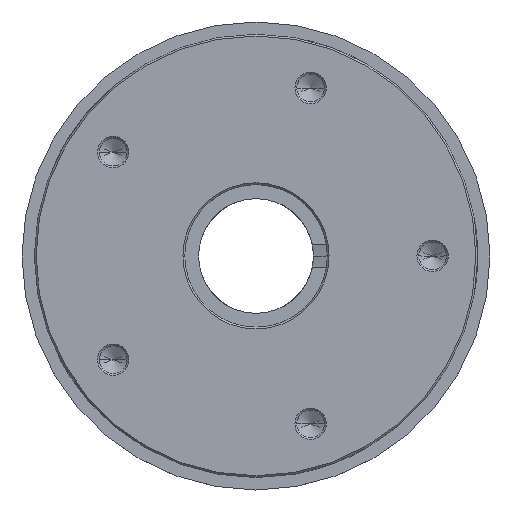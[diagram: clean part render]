
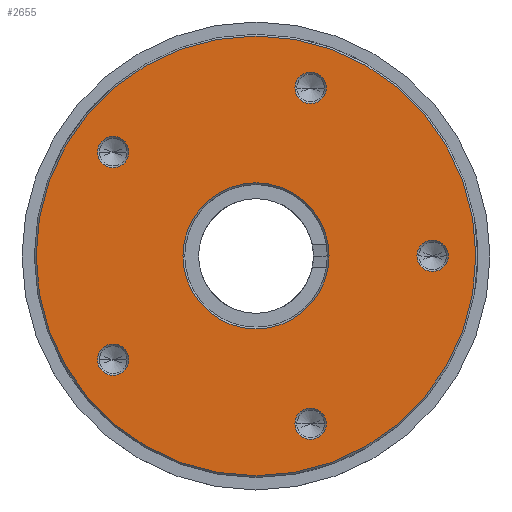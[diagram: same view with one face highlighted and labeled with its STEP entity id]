
A CAD part, top view. The second image highlights one B-rep face of the part: STEP entity #2655.
In plain terms, the highlighted planar face has unit normal (0, 0, 1).
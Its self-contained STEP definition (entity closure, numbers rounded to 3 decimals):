
#14 = VERTEX_POINT ( 'NONE', #1403 ) ;
#15 = CARTESIAN_POINT ( 'NONE',  ( 20., 0., 7.5 ) ) ;
#47 = EDGE_CURVE ( 'NONE', #1681, #2753, #3261, .T. ) ;
#62 = CARTESIAN_POINT ( 'NONE',  ( -14.405, 11.756, 7.5 ) ) ;
#84 = DIRECTION ( 'NONE',  ( 0., 0., -1. ) ) ;
#99 = ORIENTED_EDGE ( 'NONE', *, *, #2677, .T. ) ;
#110 = ORIENTED_EDGE ( 'NONE', *, *, #3083, .T. ) ;
#115 = AXIS2_PLACEMENT_3D ( 'NONE', #673, #2844, #369 ) ;
#123 = DIRECTION ( 'NONE',  ( 1., 0., 0. ) ) ;
#153 = FACE_BOUND ( 'NONE', #1207, .T. ) ;
#164 = AXIS2_PLACEMENT_3D ( 'NONE', #2840, #450, #2394 ) ;
#166 = ORIENTED_EDGE ( 'NONE', *, *, #1223, .T. ) ;
#175 = CARTESIAN_POINT ( 'NONE',  ( -17.955, 11.756, 7.5 ) ) ;
#189 = ORIENTED_EDGE ( 'NONE', *, *, #3291, .T. ) ;
#237 = CARTESIAN_POINT ( 'NONE',  ( 4.405, -19.021, 7.5 ) ) ;
#251 = EDGE_CURVE ( 'NONE', #3413, #2101, #3089, .T. ) ;
#369 = DIRECTION ( 'NONE',  ( 1., 0., 0. ) ) ;
#373 = VERTEX_POINT ( 'NONE', #2608 ) ;
#404 = CIRCLE ( 'NONE', #2524, 8.275 ) ;
#450 = DIRECTION ( 'NONE',  ( 0., 0., -1. ) ) ;
#451 = EDGE_LOOP ( 'NONE', ( #189, #1840 ) ) ;
#460 = DIRECTION ( 'NONE',  ( 1., 0., 0. ) ) ;
#467 = CARTESIAN_POINT ( 'NONE',  ( -24.9, 0., 7.5 ) ) ;
#480 = VERTEX_POINT ( 'NONE', #1798 ) ;
#488 = EDGE_CURVE ( 'NONE', #14, #3194, #955, .T. ) ;
#531 = CARTESIAN_POINT ( 'NONE',  ( 6.18, 19.021, 7.5 ) ) ;
#536 = DIRECTION ( 'NONE',  ( 1., 0., 0. ) ) ;
#543 = ORIENTED_EDGE ( 'NONE', *, *, #488, .T. ) ;
#559 = AXIS2_PLACEMENT_3D ( 'NONE', #1931, #2762, #3048 ) ;
#598 = DIRECTION ( 'NONE',  ( 1., 0., 0. ) ) ;
#619 = AXIS2_PLACEMENT_3D ( 'NONE', #2718, #2449, #536 ) ;
#621 = CARTESIAN_POINT ( 'NONE',  ( 6.18, -19.021, 7.5 ) ) ;
#640 = FACE_BOUND ( 'NONE', #1012, .T. ) ;
#644 = CARTESIAN_POINT ( 'NONE',  ( 4.405, 19.021, 7.5 ) ) ;
#673 = CARTESIAN_POINT ( 'NONE',  ( 0., 0., 7.5 ) ) ;
#674 = CIRCLE ( 'NONE', #1356, 1.775 ) ;
#684 = CIRCLE ( 'NONE', #2716, 1.775 ) ;
#730 = DIRECTION ( 'NONE',  ( 0., 0., -1. ) ) ;
#749 = DIRECTION ( 'NONE',  ( 1., 0., 0. ) ) ;
#874 = DIRECTION ( 'NONE',  ( 1., 0., 0. ) ) ;
#884 = EDGE_LOOP ( 'NONE', ( #543, #1290 ) ) ;
#941 = FACE_OUTER_BOUND ( 'NONE', #2191, .T. ) ;
#955 = CIRCLE ( 'NONE', #1812, 1.775 ) ;
#1012 = EDGE_LOOP ( 'NONE', ( #2558, #110 ) ) ;
#1032 = CIRCLE ( 'NONE', #1140, 8.275 ) ;
#1057 = EDGE_CURVE ( 'NONE', #3194, #14, #1699, .T. ) ;
#1078 = DIRECTION ( 'NONE',  ( 0., 0., -1. ) ) ;
#1099 = DIRECTION ( 'NONE',  ( 1., 0., 0. ) ) ;
#1140 = AXIS2_PLACEMENT_3D ( 'NONE', #3153, #2615, #2371 ) ;
#1174 = DIRECTION ( 'NONE',  ( 1., 0., 0. ) ) ;
#1197 = AXIS2_PLACEMENT_3D ( 'NONE', #1445, #84, #1174 ) ;
#1207 = EDGE_LOOP ( 'NONE', ( #1679, #1864 ) ) ;
#1223 = EDGE_CURVE ( 'NONE', #2579, #1521, #674, .T. ) ;
#1227 = FACE_BOUND ( 'NONE', #2697, .T. ) ;
#1267 = DIRECTION ( 'NONE',  ( 1., 0., 0. ) ) ;
#1290 = ORIENTED_EDGE ( 'NONE', *, *, #1057, .T. ) ;
#1342 = DIRECTION ( 'NONE',  ( 0., 0., -1. ) ) ;
#1353 = CARTESIAN_POINT ( 'NONE',  ( 0., 0., 7.5 ) ) ;
#1356 = AXIS2_PLACEMENT_3D ( 'NONE', #15, #730, #1267 ) ;
#1375 = DIRECTION ( 'NONE',  ( 0., 0., -1. ) ) ;
#1403 = CARTESIAN_POINT ( 'NONE',  ( 7.955, -19.021, 7.5 ) ) ;
#1445 = CARTESIAN_POINT ( 'NONE',  ( 6.18, 19.021, 7.5 ) ) ;
#1521 = VERTEX_POINT ( 'NONE', #2089 ) ;
#1534 = CIRCLE ( 'NONE', #164, 1.775 ) ;
#1586 = AXIS2_PLACEMENT_3D ( 'NONE', #531, #1612, #460 ) ;
#1612 = DIRECTION ( 'NONE',  ( 0., 0., -1. ) ) ;
#1639 = AXIS2_PLACEMENT_3D ( 'NONE', #2778, #2498, #123 ) ;
#1660 = CIRCLE ( 'NONE', #3053, 1.775 ) ;
#1663 = CIRCLE ( 'NONE', #115, 24.9 ) ;
#1679 = ORIENTED_EDGE ( 'NONE', *, *, #2560, .T. ) ;
#1681 = VERTEX_POINT ( 'NONE', #62 ) ;
#1699 = CIRCLE ( 'NONE', #2405, 1.775 ) ;
#1714 = CARTESIAN_POINT ( 'NONE',  ( 18.225, 0., 7.5 ) ) ;
#1798 = CARTESIAN_POINT ( 'NONE',  ( 8.275, 0., 7.5 ) ) ;
#1806 = ORIENTED_EDGE ( 'NONE', *, *, #251, .T. ) ;
#1812 = AXIS2_PLACEMENT_3D ( 'NONE', #3219, #2108, #749 ) ;
#1822 = AXIS2_PLACEMENT_3D ( 'NONE', #3148, #2008, #3420 ) ;
#1840 = ORIENTED_EDGE ( 'NONE', *, *, #2116, .T. ) ;
#1864 = ORIENTED_EDGE ( 'NONE', *, *, #3511, .T. ) ;
#1931 = CARTESIAN_POINT ( 'NONE',  ( 20., 0., 7.5 ) ) ;
#2008 = DIRECTION ( 'NONE',  ( 0., 0., 1. ) ) ;
#2039 = FACE_BOUND ( 'NONE', #884, .T. ) ;
#2059 = FACE_BOUND ( 'NONE', #2201, .T. ) ;
#2071 = VERTEX_POINT ( 'NONE', #467 ) ;
#2077 = VERTEX_POINT ( 'NONE', #2244 ) ;
#2089 = CARTESIAN_POINT ( 'NONE',  ( 21.775, 0., 7.5 ) ) ;
#2101 = VERTEX_POINT ( 'NONE', #2500 ) ;
#2108 = DIRECTION ( 'NONE',  ( 0., 0., -1. ) ) ;
#2113 = CIRCLE ( 'NONE', #559, 1.775 ) ;
#2116 = EDGE_CURVE ( 'NONE', #3146, #2077, #684, .T. ) ;
#2129 = ORIENTED_EDGE ( 'NONE', *, *, #2604, .T. ) ;
#2191 = EDGE_LOOP ( 'NONE', ( #99, #3559 ) ) ;
#2201 = EDGE_LOOP ( 'NONE', ( #2248, #1806 ) ) ;
#2207 = EDGE_CURVE ( 'NONE', #2101, #3413, #3455, .T. ) ;
#2244 = CARTESIAN_POINT ( 'NONE',  ( -14.405, -11.756, 7.5 ) ) ;
#2248 = ORIENTED_EDGE ( 'NONE', *, *, #2207, .T. ) ;
#2298 = VERTEX_POINT ( 'NONE', #2597 ) ;
#2371 = DIRECTION ( 'NONE',  ( 1., 0., 0. ) ) ;
#2394 = DIRECTION ( 'NONE',  ( 1., 0., 0. ) ) ;
#2405 = AXIS2_PLACEMENT_3D ( 'NONE', #621, #1342, #1099 ) ;
#2449 = DIRECTION ( 'NONE',  ( 0., 0., 1. ) ) ;
#2484 = DIRECTION ( 'NONE',  ( 0., 0., -1. ) ) ;
#2498 = DIRECTION ( 'NONE',  ( 0., 0., -1. ) ) ;
#2500 = CARTESIAN_POINT ( 'NONE',  ( 7.955, 19.021, 7.5 ) ) ;
#2524 = AXIS2_PLACEMENT_3D ( 'NONE', #1353, #1375, #598 ) ;
#2558 = ORIENTED_EDGE ( 'NONE', *, *, #47, .T. ) ;
#2560 = EDGE_CURVE ( 'NONE', #480, #2298, #404, .T. ) ;
#2572 = FACE_BOUND ( 'NONE', #451, .T. ) ;
#2579 = VERTEX_POINT ( 'NONE', #1714 ) ;
#2597 = CARTESIAN_POINT ( 'NONE',  ( -8.275, 0., 7.5 ) ) ;
#2604 = EDGE_CURVE ( 'NONE', #1521, #2579, #2113, .T. ) ;
#2608 = CARTESIAN_POINT ( 'NONE',  ( 24.9, 0., 7.5 ) ) ;
#2615 = DIRECTION ( 'NONE',  ( 0., 0., -1. ) ) ;
#2655 = ADVANCED_FACE ( 'NONE', ( #941, #153, #640, #2059, #1227, #2039, #2572 ), #3405, .T. ) ;
#2677 = EDGE_CURVE ( 'NONE', #2071, #373, #1663, .T. ) ;
#2697 = EDGE_LOOP ( 'NONE', ( #2129, #166 ) ) ;
#2716 = AXIS2_PLACEMENT_3D ( 'NONE', #2765, #2484, #874 ) ;
#2718 = CARTESIAN_POINT ( 'NONE',  ( 0., 0., 7.5 ) ) ;
#2753 = VERTEX_POINT ( 'NONE', #175 ) ;
#2762 = DIRECTION ( 'NONE',  ( 0., 0., -1. ) ) ;
#2765 = CARTESIAN_POINT ( 'NONE',  ( -16.18, -11.756, 7.5 ) ) ;
#2778 = CARTESIAN_POINT ( 'NONE',  ( -16.18, 11.756, 7.5 ) ) ;
#2825 = CARTESIAN_POINT ( 'NONE',  ( -17.955, -11.756, 7.5 ) ) ;
#2840 = CARTESIAN_POINT ( 'NONE',  ( -16.18, 11.756, 7.5 ) ) ;
#2844 = DIRECTION ( 'NONE',  ( 0., 0., 1. ) ) ;
#3031 = DIRECTION ( 'NONE',  ( 1., 0., 0. ) ) ;
#3048 = DIRECTION ( 'NONE',  ( 1., 0., 0. ) ) ;
#3053 = AXIS2_PLACEMENT_3D ( 'NONE', #3554, #1078, #3031 ) ;
#3083 = EDGE_CURVE ( 'NONE', #2753, #1681, #1534, .T. ) ;
#3089 = CIRCLE ( 'NONE', #1586, 1.775 ) ;
#3146 = VERTEX_POINT ( 'NONE', #2825 ) ;
#3148 = CARTESIAN_POINT ( 'NONE',  ( 0., 0., 7.5 ) ) ;
#3153 = CARTESIAN_POINT ( 'NONE',  ( 0., 0., 7.5 ) ) ;
#3176 = EDGE_CURVE ( 'NONE', #373, #2071, #3449, .T. ) ;
#3194 = VERTEX_POINT ( 'NONE', #237 ) ;
#3219 = CARTESIAN_POINT ( 'NONE',  ( 6.18, -19.021, 7.5 ) ) ;
#3261 = CIRCLE ( 'NONE', #1639, 1.775 ) ;
#3291 = EDGE_CURVE ( 'NONE', #2077, #3146, #1660, .T. ) ;
#3405 = PLANE ( 'NONE',  #1822 ) ;
#3413 = VERTEX_POINT ( 'NONE', #644 ) ;
#3420 = DIRECTION ( 'NONE',  ( 1., 0., 0. ) ) ;
#3449 = CIRCLE ( 'NONE', #619, 24.9 ) ;
#3455 = CIRCLE ( 'NONE', #1197, 1.775 ) ;
#3511 = EDGE_CURVE ( 'NONE', #2298, #480, #1032, .T. ) ;
#3554 = CARTESIAN_POINT ( 'NONE',  ( -16.18, -11.756, 7.5 ) ) ;
#3559 = ORIENTED_EDGE ( 'NONE', *, *, #3176, .T. ) ;
